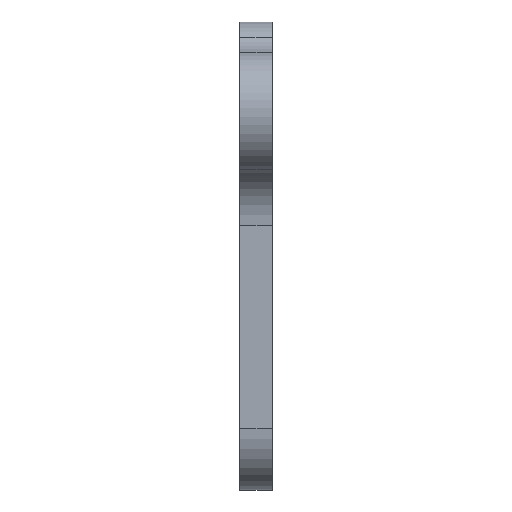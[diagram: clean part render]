
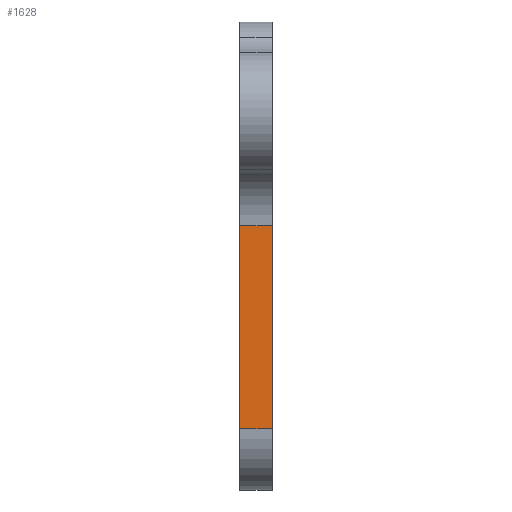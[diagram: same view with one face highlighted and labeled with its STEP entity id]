
A CAD part, left-side view. The second image highlights one B-rep face of the part: STEP entity #1628.
In plain terms, the highlighted free-form (B-spline) face has degree [1, 1] with [2, 2] control points.
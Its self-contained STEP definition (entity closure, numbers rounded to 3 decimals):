
#890=CARTESIAN_POINT('',(-23.0,0.0,-17.0));
#891=VERTEX_POINT('',#890);
#907=CARTESIAN_POINT('',(-23.0,0.0,2.98));
#908=VERTEX_POINT('',#907);
#909=CARTESIAN_POINT('',(-23.0,0.0,2.98));
#910=CARTESIAN_POINT('',(-23.0,0.0,-17.0));
#911=QUASI_UNIFORM_CURVE('',1,(#909,#910),.UNSPECIFIED.,.F.,.U.);
#912=EDGE_CURVE('',#908,#891,#911,.T.);
#1140=CARTESIAN_POINT('',(-23.0,-3.2,2.98));
#1141=VERTEX_POINT('',#1140);
#1155=CARTESIAN_POINT('',(-23.0,-3.2,-17.0));
#1156=VERTEX_POINT('',#1155);
#1157=CARTESIAN_POINT('',(-23.0,-3.2,2.98));
#1158=CARTESIAN_POINT('',(-23.0,-3.2,-17.0));
#1159=QUASI_UNIFORM_CURVE('',1,(#1157,#1158),.UNSPECIFIED.,.F.,.U.);
#1160=EDGE_CURVE('',#1141,#1156,#1159,.T.);
#1605=CARTESIAN_POINT('',(-23.0,-3.2,-17.0));
#1606=CARTESIAN_POINT('',(-23.0,0.0,-17.0));
#1607=QUASI_UNIFORM_CURVE('',1,(#1605,#1606),.UNSPECIFIED.,.F.,.U.);
#1608=EDGE_CURVE('',#1156,#891,#1607,.T.);
#1613=CARTESIAN_POINT('',(-23.0,-3.36,3.978));
#1614=CARTESIAN_POINT('',(-23.0,-3.36,-17.998));
#1615=CARTESIAN_POINT('',(-23.0,0.16,3.978));
#1616=CARTESIAN_POINT('',(-23.0,0.16,-17.998));
#1617=B_SPLINE_SURFACE_WITH_KNOTS('',1,1,((#1613,#1615),(#1614,#1616)),.UNSPECIFIED.,.F.,.F.,.U.,(2,2),(2,2),(0.0,21.976),(0.0,3.52),.UNSPECIFIED.);
#1618=ORIENTED_EDGE('',*,*,#912,.T.);
#1619=ORIENTED_EDGE('',*,*,#1608,.F.);
#1620=ORIENTED_EDGE('',*,*,#1160,.F.);
#1621=CARTESIAN_POINT('',(-23.0,-3.2,2.98));
#1622=CARTESIAN_POINT('',(-23.0,0.0,2.98));
#1623=QUASI_UNIFORM_CURVE('',1,(#1621,#1622),.UNSPECIFIED.,.F.,.U.);
#1624=EDGE_CURVE('',#1141,#908,#1623,.T.);
#1625=ORIENTED_EDGE('',*,*,#1624,.T.);
#1626=EDGE_LOOP('',(#1618,#1619,#1620,#1625));
#1627=FACE_OUTER_BOUND('',#1626,.T.);
#1628=ADVANCED_FACE('',(#1627),#1617,.F.);
